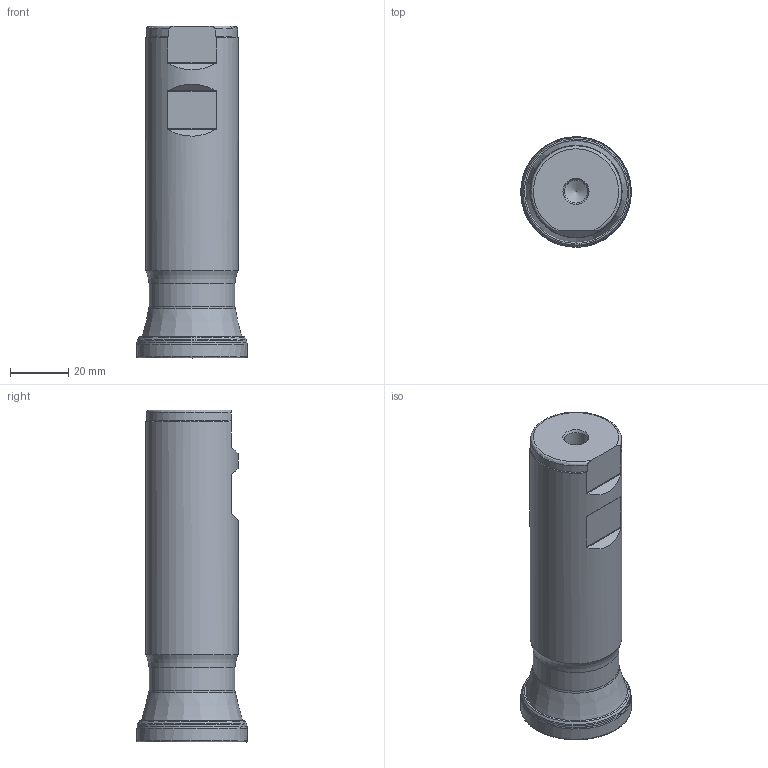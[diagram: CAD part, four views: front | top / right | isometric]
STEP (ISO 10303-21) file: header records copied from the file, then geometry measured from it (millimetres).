
FILE_DESCRIPTION(/* description */ (''),/* implementation_level */ '2;1');
FILE_NAME(/* name */ '17001174.stp',/* time_stamp */ '2024-04-15T16:23:27+09:00',/* author */ (''),/* organization */ (''),/* preprocessor_version */ 'ST-DEVELOPER v16',/* originating_system */ 'SIEMENS PLM Software NX 10.0',/* authorisation */ '');
FILE_SCHEMA (('AP203_CONFIGURATION_CONTROLLED_3D_DESIGN_OF_MECHANICAL_PARTS_AND_ASSEMBLIES_MIM_LF { 1 0 10303 403 2 1 2}'));
Length unit declared in the file: millimetre
Products named in the file (1): 10221A00A9E9z338
Bounding box: 38.1 x 38.1 x 114.3 mm (x, y, z)
Volume: 84875 mm3; surface area: 17910.5 mm2
Topology: 1 solids, 2 shells, 51 faces, 158 edges, 131 vertices
Faces by surface type: revolution 21, cylinder 8, plane 8, cone 7, torus 7
Full cylindrical faces by diameter (mm): 1.5 x1, 8 x1, 29.6 x1, 31.75 x1
Entity records: 1671 total; most frequent: CARTESIAN_POINT 600, DIRECTION 192, ORIENTED_EDGE 136, EDGE_LOOP 90, FACE_BOUND 81, AXIS2_PLACEMENT_3D 76, EDGE_CURVE 68, VERTEX_POINT 60
